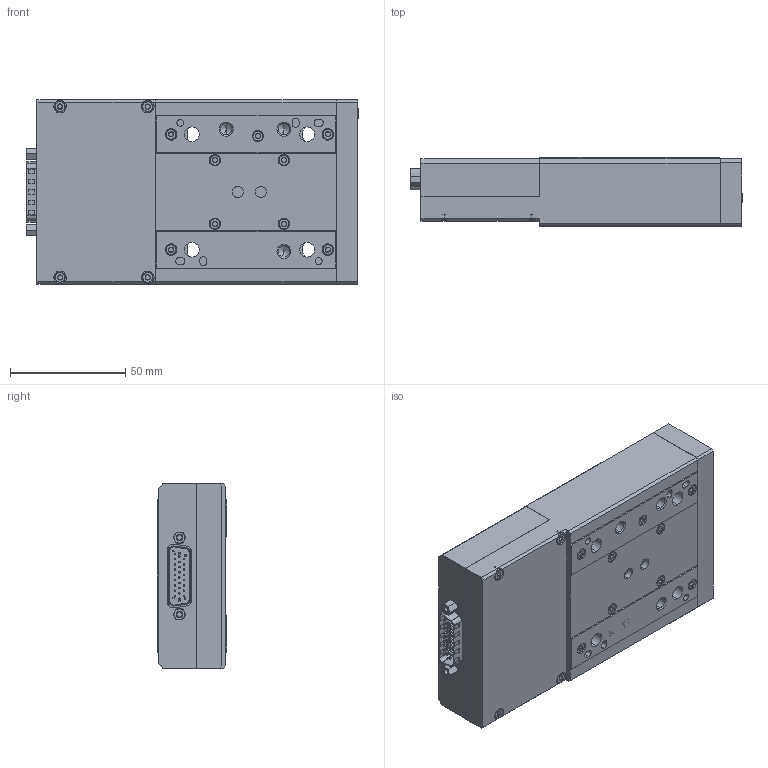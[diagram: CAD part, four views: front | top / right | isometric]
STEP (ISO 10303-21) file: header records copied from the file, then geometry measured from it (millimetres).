
FILE_DESCRIPTION (( 'STEP AP214' ), '1' );
FILE_NAME ('DMQ12L-AE55T10A.STEP', '2023-01-18T01:45:08', ( '' ), ( '' ), 'SwSTEP 2.0', 'SolidWorks 2019', '' );
FILE_SCHEMA (( 'AUTOMOTIVE_DESIGN' ));
Length unit declared in the file: millimetre
Products named in the file (14): Standoff, M-F, #4-40, 0.1875in Hex_0.1875in; DMQ12L-AE55T10A; Screw M2.5 SHCS_08mm; DMQ Hydra Housing; DMQ Rail Holder; Screw M2.5 SHCS_14mm; Screw M2.5 SHCS_05mm; hydra26_CF; DMQ Base_Customer facing; Screw M2.5 SHCS_10mm; DMQ blank endplate; UHMW-main-cover-v2-0; DMQ Stage Top_Customer facing; Screw M3 SHCS_05mm
Assembly tree (39 placements, depth 2):
  DMQ12L-AE55T10A
    Screw M2.5 SHCS_10mm  x8
    Screw M3 SHCS_05mm  x2
    Screw M2.5 SHCS_05mm  x7
    Screw M2.5 SHCS_14mm  x9
    Screw M2.5 SHCS_08mm  x4
    Standoff, M-F, #4-40, 0.1875in Hex_0.1875in  x2
    DMQ Stage Top_Customer facing
    DMQ Base_Customer facing
    DMQ Rail Holder
    DMQ blank endplate
    UHMW-main-cover-v2-0
    DMQ Hydra Housing
    hydra26_CF
Bounding box: 143.92 x 29.95 x 80 mm (x, y, z)
Volume: 221807.8 mm3; surface area: 92195 mm2
Topology: 39 solids, 43 shells, 1974 faces, 4392 edges, 2652 vertices
Faces by surface type: plane 804, cone 533, cylinder 529, bspline 108
Entity records: 46494 total; most frequent: CARTESIAN_POINT 11327, DIRECTION 6322, ORIENTED_EDGE 6002, EDGE_CURVE 3001, AXIS2_PLACEMENT_3D 2315, VERTEX_POINT 1916, LINE 1692, VECTOR 1692
